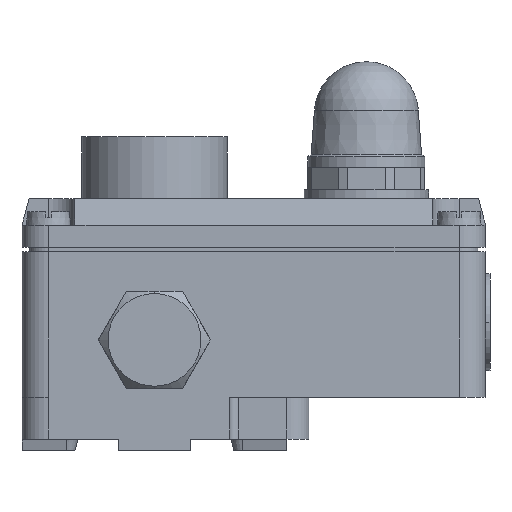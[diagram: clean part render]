
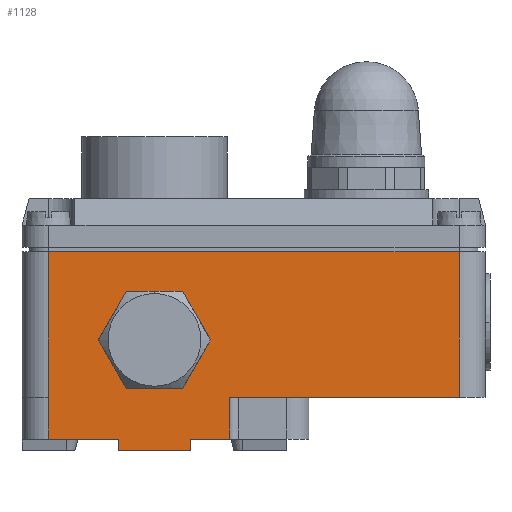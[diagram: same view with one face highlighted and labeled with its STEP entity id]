
A CAD part, left-side view. The second image highlights one B-rep face of the part: STEP entity #1128.
In plain terms, the highlighted planar face has unit normal (-1, 0, 0).
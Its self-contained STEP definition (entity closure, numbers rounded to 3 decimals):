
#1128=ADVANCED_FACE('',(#2321,#2322),#2323,.T.);
#2321=FACE_OUTER_BOUND('',#3575,.T.);
#2322=FACE_BOUND('',#3576,.T.);
#2323=PLANE('',#3577);
#3575=EDGE_LOOP('',(#6682,#6683,#6684,#6685,#6686,#6687,#6688,#6689,#6690,#6691,#6692));
#3576=EDGE_LOOP('',(#6693,#6694,#6695,#6696,#6697,#6698,#6699,#6700,#6701,#6702,#6703,#6704));
#3577=AXIS2_PLACEMENT_3D('',#6705,#6706,#6707);
#6682=ORIENTED_EDGE('',*,*,#8556,.T.);
#6683=ORIENTED_EDGE('',*,*,#8557,.T.);
#6684=ORIENTED_EDGE('',*,*,#8558,.T.);
#6685=ORIENTED_EDGE('',*,*,#8559,.F.);
#6686=ORIENTED_EDGE('',*,*,#8560,.T.);
#6687=ORIENTED_EDGE('',*,*,#8561,.F.);
#6688=ORIENTED_EDGE('',*,*,#8562,.T.);
#6689=ORIENTED_EDGE('',*,*,#8563,.T.);
#6690=ORIENTED_EDGE('',*,*,#8564,.T.);
#6691=ORIENTED_EDGE('',*,*,#8565,.F.);
#6692=ORIENTED_EDGE('',*,*,#8566,.T.);
#6693=ORIENTED_EDGE('',*,*,#8535,.T.);
#6694=ORIENTED_EDGE('',*,*,#8551,.T.);
#6695=ORIENTED_EDGE('',*,*,#8513,.T.);
#6696=ORIENTED_EDGE('',*,*,#8549,.T.);
#6697=ORIENTED_EDGE('',*,*,#8518,.T.);
#6698=ORIENTED_EDGE('',*,*,#8544,.T.);
#6699=ORIENTED_EDGE('',*,*,#8523,.T.);
#6700=ORIENTED_EDGE('',*,*,#8539,.T.);
#6701=ORIENTED_EDGE('',*,*,#8528,.T.);
#6702=ORIENTED_EDGE('',*,*,#8541,.T.);
#6703=ORIENTED_EDGE('',*,*,#8531,.T.);
#6704=ORIENTED_EDGE('',*,*,#8546,.T.);
#6705=CARTESIAN_POINT('',(5.0,53.5,12.0));
#6706=DIRECTION('',(-1.0,0.0,0.0));
#6707=DIRECTION('',(0.0,1.0,0.0));
#8513=EDGE_CURVE('',#10405,#10409,#10411,.T.);
#8518=EDGE_CURVE('',#10413,#10418,#10420,.T.);
#8523=EDGE_CURVE('',#10422,#10427,#10429,.T.);
#8528=EDGE_CURVE('',#10431,#10435,#10437,.T.);
#8531=EDGE_CURVE('',#10441,#10439,#10442,.T.);
#8535=EDGE_CURVE('',#10447,#10445,#10448,.T.);
#8539=EDGE_CURVE('',#10427,#10431,#10452,.T.);
#8541=EDGE_CURVE('',#10435,#10441,#10454,.T.);
#8544=EDGE_CURVE('',#10418,#10422,#10457,.T.);
#8546=EDGE_CURVE('',#10439,#10447,#10459,.T.);
#8549=EDGE_CURVE('',#10409,#10413,#10462,.T.);
#8551=EDGE_CURVE('',#10445,#10405,#10464,.T.);
#8556=EDGE_CURVE('',#10469,#10470,#10471,.T.);
#8557=EDGE_CURVE('',#10470,#10472,#10473,.T.);
#8558=EDGE_CURVE('',#10472,#10474,#10475,.T.);
#8559=EDGE_CURVE('',#10476,#10474,#10477,.T.);
#8560=EDGE_CURVE('',#10476,#10478,#10479,.T.);
#8561=EDGE_CURVE('',#10480,#10478,#10481,.T.);
#8562=EDGE_CURVE('',#10480,#10482,#10483,.T.);
#8563=EDGE_CURVE('',#10482,#10484,#10485,.T.);
#8564=EDGE_CURVE('',#10484,#10486,#10487,.T.);
#8565=EDGE_CURVE('',#10488,#10486,#10489,.T.);
#8566=EDGE_CURVE('',#10488,#10469,#10490,.T.);
#10405=VERTEX_POINT('',#13140);
#10409=VERTEX_POINT('',#13154);
#10411=LINE('',#13157,#13158);
#10413=VERTEX_POINT('',#13160);
#10418=VERTEX_POINT('',#13175);
#10420=LINE('',#13178,#13179);
#10422=VERTEX_POINT('',#13181);
#10427=VERTEX_POINT('',#13196);
#10429=LINE('',#13199,#13200);
#10431=VERTEX_POINT('',#13202);
#10435=VERTEX_POINT('',#13216);
#10437=LINE('',#13219,#13220);
#10439=VERTEX_POINT('',#13222);
#10441=VERTEX_POINT('',#13225);
#10442=LINE('',#13226,#13227);
#10445=VERTEX_POINT('',#13231);
#10447=VERTEX_POINT('',#13234);
#10448=LINE('',#13235,#13236);
#10452=CIRCLE('',#13241,12.7);
#10454=CIRCLE('',#13243,12.7);
#10457=CIRCLE('',#13246,12.7);
#10459=CIRCLE('',#13248,12.7);
#10462=CIRCLE('',#13251,12.7);
#10464=CIRCLE('',#13253,12.7);
#10469=VERTEX_POINT('',#13258);
#10470=VERTEX_POINT('',#13259);
#10471=LINE('',#13260,#13261);
#10472=VERTEX_POINT('',#13262);
#10473=LINE('',#13263,#13264);
#10474=VERTEX_POINT('',#13265);
#10475=LINE('',#13266,#13267);
#10476=VERTEX_POINT('',#13268);
#10477=LINE('',#13269,#13270);
#10478=VERTEX_POINT('',#13271);
#10479=LINE('',#13272,#13273);
#10480=VERTEX_POINT('',#13274);
#10481=LINE('',#13275,#13276);
#10482=VERTEX_POINT('',#13277);
#10483=LINE('',#13278,#13279);
#10484=VERTEX_POINT('',#13280);
#10485=LINE('',#13281,#13282);
#10486=VERTEX_POINT('',#13283);
#10487=LINE('',#13284,#13285);
#10488=VERTEX_POINT('',#13286);
#10489=LINE('',#13287,#13288);
#10490=LINE('',#13289,#13290);
#13140=CARTESIAN_POINT('',(5.0,69.653,14.0));
#13154=CARTESIAN_POINT('',(5.0,82.347,14.0));
#13157=CARTESIAN_POINT('',(5.0,64.75,14.0));
#13158=VECTOR('',#15268,1.0);
#13160=CARTESIAN_POINT('',(5.0,82.353,14.003));
#13175=CARTESIAN_POINT('',(5.0,88.7,24.997));
#13178=CARTESIAN_POINT('',(5.0,79.899,9.754));
#13179=VECTOR('',#15271,1.0);
#13181=CARTESIAN_POINT('',(5.0,88.7,25.003));
#13196=CARTESIAN_POINT('',(5.0,82.353,35.997));
#13199=CARTESIAN_POINT('',(5.0,85.528,30.496));
#13200=VECTOR('',#15274,1.0);
#13202=CARTESIAN_POINT('',(5.0,82.347,36.0));
#13216=CARTESIAN_POINT('',(5.0,69.653,36.0));
#13219=CARTESIAN_POINT('',(5.0,64.75,36.0));
#13220=VECTOR('',#15277,1.0);
#13222=CARTESIAN_POINT('',(5.0,63.3,25.003));
#13225=CARTESIAN_POINT('',(5.0,69.647,35.997));
#13226=CARTESIAN_POINT('',(5.0,60.847,20.754));
#13227=VECTOR('',#15279,1.0);
#13231=CARTESIAN_POINT('',(5.0,69.647,14.003));
#13234=CARTESIAN_POINT('',(5.0,63.3,24.997));
#13235=CARTESIAN_POINT('',(5.0,66.476,19.496));
#13236=VECTOR('',#15282,1.0);
#13241=AXIS2_PLACEMENT_3D('',#15287,#15288,#15289);
#13243=AXIS2_PLACEMENT_3D('',#15290,#15291,#15292);
#13246=AXIS2_PLACEMENT_3D('',#15296,#15297,#15298);
#13248=AXIS2_PLACEMENT_3D('',#15299,#15300,#15301);
#13251=AXIS2_PLACEMENT_3D('',#15305,#15306,#15307);
#13253=AXIS2_PLACEMENT_3D('',#15308,#15309,#15310);
#13258=CARTESIAN_POINT('',(5.0,100.,2.5));
#13259=CARTESIAN_POINT('',(5.0,84.17,2.5));
#13260=CARTESIAN_POINT('',(5.0,100.0,2.5));
#13261=VECTOR('',#15314,1.0);
#13262=CARTESIAN_POINT('',(5.0,84.17,0.0));
#13263=CARTESIAN_POINT('',(5.0,84.17,12.0));
#13264=VECTOR('',#15315,1.0);
#13265=CARTESIAN_POINT('',(5.0,67.83,0.0));
#13266=CARTESIAN_POINT('',(5.0,67.83,0.0));
#13267=VECTOR('',#15316,1.0);
#13268=CARTESIAN_POINT('',(5.0,67.83,2.5));
#13269=CARTESIAN_POINT('',(5.0,67.83,12.0));
#13270=VECTOR('',#15317,1.0);
#13271=CARTESIAN_POINT('',(5.0,59.0,2.5));
#13272=CARTESIAN_POINT('',(5.0,100.0,2.5));
#13273=VECTOR('',#15318,1.0);
#13274=CARTESIAN_POINT('',(5.0,59.0,12.0));
#13275=CARTESIAN_POINT('',(5.0,59.0,12.0));
#13276=VECTOR('',#15319,1.0);
#13277=CARTESIAN_POINT('',(5.0,7.0,12.0));
#13278=CARTESIAN_POINT('',(5.0,100.0,12.0));
#13279=VECTOR('',#15320,1.0);
#13280=CARTESIAN_POINT('',(5.0,7.0,45.0));
#13281=CARTESIAN_POINT('',(5.0,7.0,12.0));
#13282=VECTOR('',#15321,1.0);
#13283=CARTESIAN_POINT('',(5.0,100.0,45.0));
#13284=CARTESIAN_POINT('',(5.0,100.0,45.0));
#13285=VECTOR('',#15322,1.0);
#13286=CARTESIAN_POINT('',(5.0,100.0,12.0));
#13287=CARTESIAN_POINT('',(5.0,100.0,12.0));
#13288=VECTOR('',#15323,1.0);
#13289=CARTESIAN_POINT('',(5.0,100.,12.0));
#13290=VECTOR('',#15324,1.0);
#15268=DIRECTION('',(0.0,1.0,0.0));
#15271=DIRECTION('',(0.0,0.5,0.866));
#15274=DIRECTION('',(0.0,-0.5,0.866));
#15277=DIRECTION('',(0.0,-1.0,0.0));
#15279=DIRECTION('',(0.0,-0.5,-0.866));
#15282=DIRECTION('',(0.0,0.5,-0.866));
#15287=CARTESIAN_POINT('',(5.0,76.0,25.0));
#15288=DIRECTION('',(1.0,0.0,0.0));
#15289=DIRECTION('',(0.0,0.0,-1.0));
#15290=CARTESIAN_POINT('',(5.0,76.0,25.0));
#15291=DIRECTION('',(1.0,0.0,0.0));
#15292=DIRECTION('',(0.0,0.0,-1.0));
#15296=CARTESIAN_POINT('',(5.0,76.0,25.0));
#15297=DIRECTION('',(1.0,0.0,0.0));
#15298=DIRECTION('',(0.0,0.0,-1.0));
#15299=CARTESIAN_POINT('',(5.0,76.0,25.0));
#15300=DIRECTION('',(1.0,0.0,0.0));
#15301=DIRECTION('',(0.0,0.0,-1.0));
#15305=CARTESIAN_POINT('',(5.0,76.0,25.0));
#15306=DIRECTION('',(1.0,0.0,0.0));
#15307=DIRECTION('',(0.0,0.0,-1.0));
#15308=CARTESIAN_POINT('',(5.0,76.0,25.0));
#15309=DIRECTION('',(1.0,0.0,0.0));
#15310=DIRECTION('',(0.0,0.0,-1.0));
#15314=DIRECTION('',(0.0,-1.0,0.0));
#15315=DIRECTION('',(0.0,0.0,-1.0));
#15316=DIRECTION('',(0.0,-1.0,0.0));
#15317=DIRECTION('',(0.0,0.0,-1.0));
#15318=DIRECTION('',(0.0,-1.0,0.0));
#15319=DIRECTION('',(0.0,0.0,-1.0));
#15320=DIRECTION('',(0.0,-1.0,0.0));
#15321=DIRECTION('',(0.0,0.0,1.0));
#15322=DIRECTION('',(0.0,1.0,0.0));
#15323=DIRECTION('',(0.0,0.0,1.0));
#15324=DIRECTION('',(0.0,0.0,-1.0));
